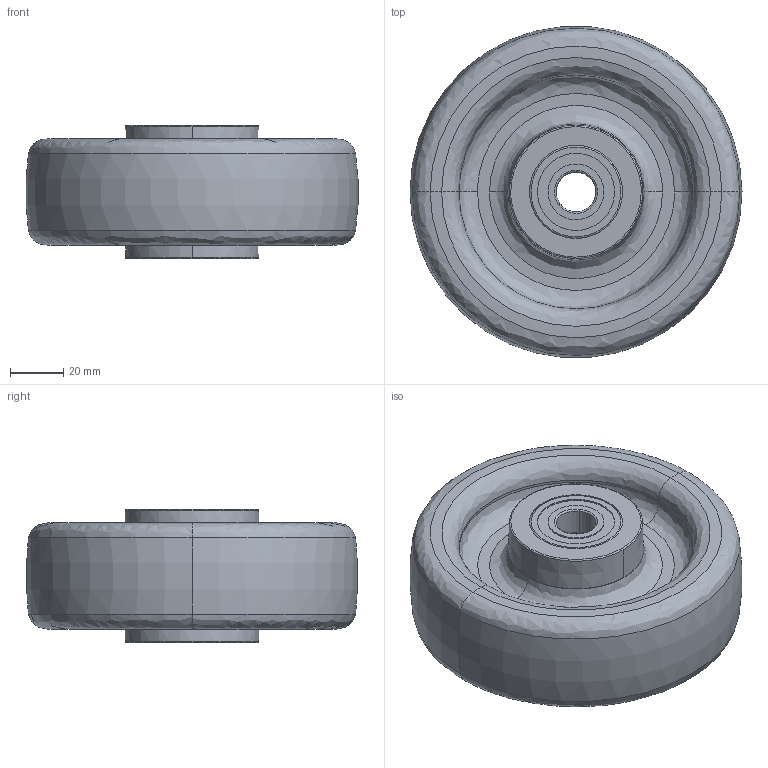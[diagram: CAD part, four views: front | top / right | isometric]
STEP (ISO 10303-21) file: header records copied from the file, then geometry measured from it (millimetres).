
FILE_DESCRIPTION (( 'STEP AP214' ), '1' );
FILE_NAME ('0014364.step', '2020-11-05T13:38:10', ( '' ), ( '' ), 'SwSTEP 2.0', 'SolidWorks 2018', '' );
FILE_SCHEMA (( 'AUTOMOTIVE_DESIGN' ));
Length unit declared in the file: millimetre
Products named in the file (1): 0014364
Bounding box: 124.77 x 124.35 x 50.1 mm (x, y, z)
Volume: 356198.1 mm3; surface area: 70124.2 mm2
Topology: 12 solids, 20 shells, 262 faces, 596 edges, 376 vertices
Faces by surface type: bspline 80, cylinder 62, plane 58, torus 38, cone 24
Entity records: 10820 total; most frequent: CARTESIAN_POINT 4332, ORIENTED_EDGE 1192, DIRECTION 1104, EDGE_CURVE 596, AXIS2_PLACEMENT_3D 481, VERTEX_POINT 376, CIRCLE 298, EDGE_LOOP 288
